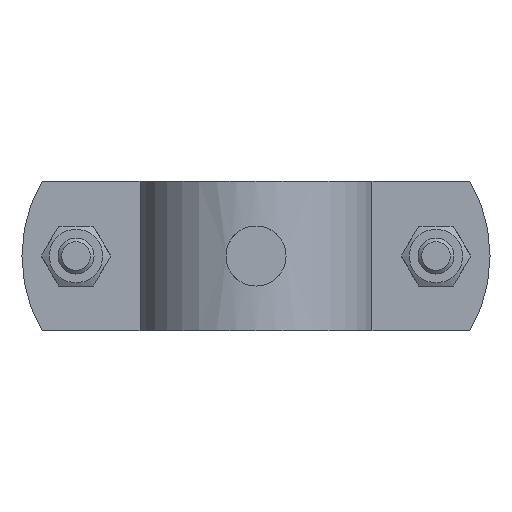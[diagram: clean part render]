
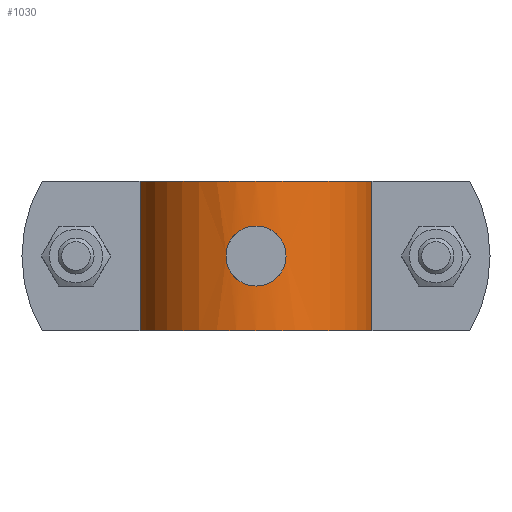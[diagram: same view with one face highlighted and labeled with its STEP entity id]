
A CAD part, front view. The second image highlights one B-rep face of the part: STEP entity #1030.
In plain terms, the highlighted cylindrical face has radius 19.85 mm (diameter 39.7 mm), a partial arc.
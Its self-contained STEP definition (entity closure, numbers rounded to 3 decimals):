
#588=CARTESIAN_POINT('',(5.,19.21,0.));
#589=VERTEX_POINT('',#588);
#590=CARTESIAN_POINT('',(5.,19.21,0.));
#591=CARTESIAN_POINT('',(5.,19.21,0.548));
#592=CARTESIAN_POINT('',(4.906,19.235,1.127));
#593=CARTESIAN_POINT('',(4.712,19.283,1.672));
#594=CARTESIAN_POINT('',(4.561,19.319,2.097));
#595=CARTESIAN_POINT('',(4.352,19.369,2.501));
#596=CARTESIAN_POINT('',(4.099,19.422,2.864));
#597=CARTESIAN_POINT('',(3.937,19.456,3.095));
#598=CARTESIAN_POINT('',(3.758,19.492,3.309));
#599=CARTESIAN_POINT('',(3.569,19.526,3.502));
#600=CARTESIAN_POINT('',(3.411,19.555,3.662));
#601=CARTESIAN_POINT('',(3.241,19.585,3.814));
#602=CARTESIAN_POINT('',(3.057,19.613,3.957));
#603=CARTESIAN_POINT('',(2.618,19.682,4.296));
#604=CARTESIAN_POINT('',(2.106,19.745,4.57));
#605=CARTESIAN_POINT('',(1.566,19.788,4.748));
#606=CARTESIAN_POINT('',(1.148,19.821,4.886));
#607=CARTESIAN_POINT('',(0.713,19.842,4.967));
#608=CARTESIAN_POINT('',(0.29,19.848,4.992));
#609=CARTESIAN_POINT('',(0.04,19.852,5.006));
#610=CARTESIAN_POINT('',(-0.205,19.851,5.002));
#611=CARTESIAN_POINT('',(-0.457,19.845,4.979));
#612=CARTESIAN_POINT('',(-1.028,19.832,4.927));
#613=CARTESIAN_POINT('',(-1.612,19.792,4.77));
#614=CARTESIAN_POINT('',(-2.145,19.734,4.517));
#615=CARTESIAN_POINT('',(-2.475,19.698,4.36));
#616=CARTESIAN_POINT('',(-2.786,19.656,4.167));
#617=CARTESIAN_POINT('',(-3.067,19.612,3.949));
#618=CARTESIAN_POINT('',(-3.253,19.583,3.804));
#619=CARTESIAN_POINT('',(-3.424,19.553,3.651));
#620=CARTESIAN_POINT('',(-3.583,19.524,3.487));
#621=CARTESIAN_POINT('',(-3.977,19.452,3.082));
#622=CARTESIAN_POINT('',(-4.322,19.375,2.584));
#623=CARTESIAN_POINT('',(-4.566,19.318,2.037));
#624=CARTESIAN_POINT('',(-4.741,19.276,1.646));
#625=CARTESIAN_POINT('',(-4.865,19.245,1.231));
#626=CARTESIAN_POINT('',(-4.933,19.227,0.814));
#627=CARTESIAN_POINT('',(-4.974,19.217,0.565));
#628=CARTESIAN_POINT('',(-4.996,19.211,0.316));
#629=CARTESIAN_POINT('',(-4.999,19.21,0.072));
#630=CARTESIAN_POINT('',(-5.003,19.209,-0.17));
#631=CARTESIAN_POINT('',(-4.989,19.213,-0.414));
#632=CARTESIAN_POINT('',(-4.956,19.221,-0.661));
#633=CARTESIAN_POINT('',(-4.88,19.241,-1.234));
#634=CARTESIAN_POINT('',(-4.698,19.288,-1.811));
#635=CARTESIAN_POINT('',(-4.424,19.351,-2.331));
#636=CARTESIAN_POINT('',(-4.252,19.39,-2.655));
#637=CARTESIAN_POINT('',(-4.046,19.435,-2.959));
#638=CARTESIAN_POINT('',(-3.817,19.48,-3.23));
#639=CARTESIAN_POINT('',(-3.626,19.517,-3.456));
#640=CARTESIAN_POINT('',(-3.423,19.554,-3.657));
#641=CARTESIAN_POINT('',(-3.195,19.591,-3.846));
#642=CARTESIAN_POINT('',(-2.755,19.663,-4.212));
#643=CARTESIAN_POINT('',(-2.232,19.732,-4.513));
#644=CARTESIAN_POINT('',(-1.674,19.779,-4.712));
#645=CARTESIAN_POINT('',(-1.18,19.821,-4.887));
#646=CARTESIAN_POINT('',(-0.659,19.845,-4.982));
#647=CARTESIAN_POINT('',(-0.159,19.849,-4.997));
#648=CARTESIAN_POINT('',(0.068,19.851,-5.005));
#649=CARTESIAN_POINT('',(0.292,19.849,-4.997));
#650=CARTESIAN_POINT('',(0.522,19.843,-4.973));
#651=CARTESIAN_POINT('',(1.09,19.828,-4.913));
#652=CARTESIAN_POINT('',(1.667,19.787,-4.75));
#653=CARTESIAN_POINT('',(2.192,19.729,-4.494));
#654=CARTESIAN_POINT('',(2.574,19.686,-4.308));
#655=CARTESIAN_POINT('',(2.929,19.635,-4.073));
#656=CARTESIAN_POINT('',(3.241,19.584,-3.808));
#657=CARTESIAN_POINT('',(3.462,19.547,-3.619));
#658=CARTESIAN_POINT('',(3.66,19.511,-3.419));
#659=CARTESIAN_POINT('',(3.846,19.474,-3.195));
#660=CARTESIAN_POINT('',(4.21,19.402,-2.757));
#661=CARTESIAN_POINT('',(4.511,19.332,-2.235));
#662=CARTESIAN_POINT('',(4.71,19.283,-1.679));
#663=CARTESIAN_POINT('',(4.905,19.236,-1.132));
#664=CARTESIAN_POINT('',(5.0,19.21,-0.55));
#665=CARTESIAN_POINT('',(5.0,19.21,0.));
#666=B_SPLINE_CURVE_WITH_KNOTS('',3,(#590,#591,#592,#593,#594,#595,#596,#597,#598,#599,#600,#601,#602,#603,#604,#605,#606,#607,#608,#609,#610,#611,#612,#613,#614,#615,#616,#617,#618,#619,#620,#621,#622,#623,#624,#625,#626,#627,#628,#629,#630,#631,#632,#633,#634,#635,#636,#637,#638,#639,#640,#641,#642,#643,#644,#645,#646,#647,#648,#649,#650,#651,#652,#653,#654,#655,#656,#657,#658,#659,#660,#661,#662,#663,#664,#665),.UNSPECIFIED.,.T.,.U.,(4,3,3,3,3,3,3,3,3,3,3,3,3,3,3,3,3,3,3,3,3,3,3,3,3,4),(0.0,0.164,0.292,0.374,0.442,0.603,0.728,0.802,0.97,1.074,1.142,1.312,1.434,1.507,1.579,1.746,1.851,1.938,2.106,2.255,2.322,2.488,2.609,2.695,2.862,3.028),.UNSPECIFIED.);
#667=EDGE_CURVE('',#589,#589,#666,.T.);
#848=CARTESIAN_POINT('',(19.333,4.5,12.5));
#849=VERTEX_POINT('',#848);
#856=CARTESIAN_POINT('',(-19.333,4.5,12.5));
#857=VERTEX_POINT('',#856);
#858=CARTESIAN_POINT('',(0.0,0.0,12.5));
#859=DIRECTION('',(0.0,0.0,-1.));
#860=DIRECTION('',(-0.974,-0.227,0.0));
#861=AXIS2_PLACEMENT_3D('',#858,#859,#860);
#862=CIRCLE('',#861,19.85);
#863=EDGE_CURVE('',#857,#849,#862,.T.);
#903=CARTESIAN_POINT('',(19.333,4.5,-12.5));
#904=VERTEX_POINT('',#903);
#911=CARTESIAN_POINT('',(19.333,4.5,12.5));
#912=DIRECTION('',(0.0,0.0,-1.0));
#913=VECTOR('',#912,25.0);
#914=LINE('',#911,#913);
#915=EDGE_CURVE('',#849,#904,#914,.T.);
#992=CARTESIAN_POINT('',(-19.333,4.5,-12.5));
#993=VERTEX_POINT('',#992);
#1000=CARTESIAN_POINT('',(0.0,0.0,-12.5));
#1001=DIRECTION('',(0.0,0.0,1.));
#1002=DIRECTION('',(-0.974,-0.227,0.0));
#1003=AXIS2_PLACEMENT_3D('',#1000,#1001,#1002);
#1004=CIRCLE('',#1003,19.85);
#1005=EDGE_CURVE('',#904,#993,#1004,.T.);
#1011=CARTESIAN_POINT('',(0.0,0.0,0.0));
#1012=DIRECTION('',(0.0,0.0,1.0));
#1013=DIRECTION('',(-0.974,-0.227,0.0));
#1014=AXIS2_PLACEMENT_3D('',#1011,#1012,#1013);
#1015=CYLINDRICAL_SURFACE('',#1014,19.85);
#1016=ORIENTED_EDGE('',*,*,#863,.T.);
#1017=ORIENTED_EDGE('',*,*,#915,.T.);
#1018=ORIENTED_EDGE('',*,*,#1005,.T.);
#1019=CARTESIAN_POINT('',(-19.333,4.5,12.5));
#1020=DIRECTION('',(0.0,0.0,-1.0));
#1021=VECTOR('',#1020,25.0);
#1022=LINE('',#1019,#1021);
#1023=EDGE_CURVE('',#857,#993,#1022,.T.);
#1024=ORIENTED_EDGE('',*,*,#1023,.F.);
#1025=EDGE_LOOP('',(#1016,#1017,#1018,#1024));
#1026=FACE_OUTER_BOUND('',#1025,.T.);
#1027=ORIENTED_EDGE('',*,*,#667,.T.);
#1028=EDGE_LOOP('',(#1027));
#1029=FACE_BOUND('',#1028,.T.);
#1030=ADVANCED_FACE('',(#1026,#1029),#1015,.T.);
